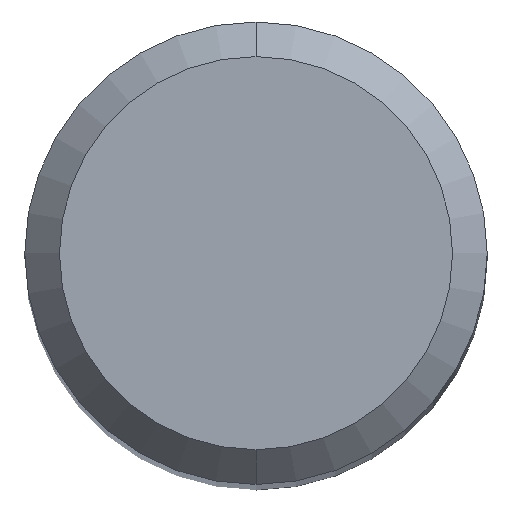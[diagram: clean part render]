
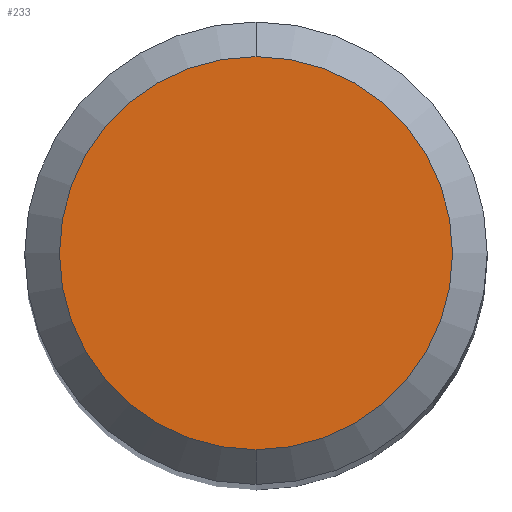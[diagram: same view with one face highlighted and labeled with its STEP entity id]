
A CAD part, top view. The second image highlights one B-rep face of the part: STEP entity #233.
In plain terms, the highlighted planar face has unit normal (0, 0, 1).
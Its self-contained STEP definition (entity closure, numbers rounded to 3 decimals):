
#233=ADVANCED_FACE('',(#594),#595,.T.);
#247=VERTEX_POINT('',#609);
#351=EDGE_CURVE('',#247,#499,#722,.T.);
#499=VERTEX_POINT('',#889);
#521=EDGE_CURVE('',#499,#247,#916,.T.);
#594=FACE_OUTER_BOUND('',#1014,.T.);
#595=PLANE('',#1015);
#609=CARTESIAN_POINT('',(0.,-1.7,0.0));
#722=CIRCLE('',#1327,1.7);
#889=CARTESIAN_POINT('',(0.0,1.7,0.0));
#916=CIRCLE('',#1626,1.7);
#1014=EDGE_LOOP('',(#1686,#1687));
#1015=AXIS2_PLACEMENT_3D('',#1688,#1689,#1690);
#1327=AXIS2_PLACEMENT_3D('',#1790,#1791,#1792);
#1626=AXIS2_PLACEMENT_3D('',#2055,#2056,#2057);
#1686=ORIENTED_EDGE('',*,*,#521,.F.);
#1687=ORIENTED_EDGE('',*,*,#351,.F.);
#1688=CARTESIAN_POINT('',(0.0,0.85,0.0));
#1689=DIRECTION('',(-0.0,0.0,1.0));
#1690=DIRECTION('',(0.0,-1.0,0.0));
#1790=CARTESIAN_POINT('',(0.0,0.0,0.0));
#1791=DIRECTION('',(0.0,0.0,-1.0));
#1792=DIRECTION('',(0.0,1.0,0.0));
#2055=CARTESIAN_POINT('',(0.0,0.0,0.0));
#2056=DIRECTION('',(0.0,0.0,-1.0));
#2057=DIRECTION('',(0.0,1.0,0.0));
